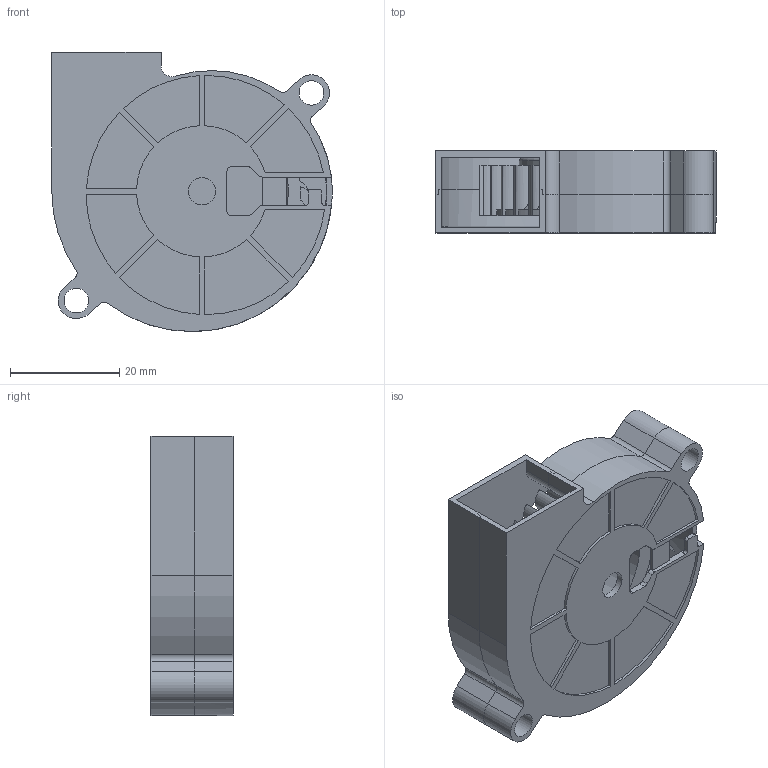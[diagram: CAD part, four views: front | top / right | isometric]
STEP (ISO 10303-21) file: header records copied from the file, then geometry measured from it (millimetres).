
FILE_DESCRIPTION(/* description */ ('STEP AP214'),/* implementation_level */ '2;1');
FILE_NAME(/* name */ 'Radial-Cooling-Fan-5015-DC12V.stp',/* time_stamp */ '2018-03-11T15:10:18-03:00',/* author */ ('bl'),/* organization */ (''),/* preprocessor_version */ 'ST-DEVELOPER v16.13',/* originating_system */ 'Autodesk Inventor 2018',/* authorisation */ '');
FILE_SCHEMA (('AUTOMOTIVE_DESIGN { 1 0 10303 214 3 1 1 }'));
Length unit declared in the file: millimetre
Products named in the file (4): Radial-Cooling-Fan-5015-DC12V; turbine; top; bottom
Assembly tree (3 placements, depth 2):
  Radial-Cooling-Fan-5015-DC12V
    turbine
    top
    bottom
Bounding box: 51.3 x 15 x 51.07 mm (x, y, z)
Volume: 8649.8 mm3; surface area: 19328.3 mm2
Topology: 4 solids, 4 shells, 352 faces, 932 edges, 599 vertices
Faces by surface type: cylinder 169, plane 146, cone 34, torus 2, bspline 1
Full cylindrical faces by diameter (mm): 4.5 x4, 5 x1, 5.65 x2, 22.8 x1, 24.5 x1, 32 x1
Entity records: 11475 total; most frequent: CARTESIAN_POINT 2302, DIRECTION 2049, ORIENTED_EDGE 1838, EDGE_CURVE 919, AXIS2_PLACEMENT_3D 840, VERTEX_POINT 598, CIRCLE 482, EDGE_LOOP 389
